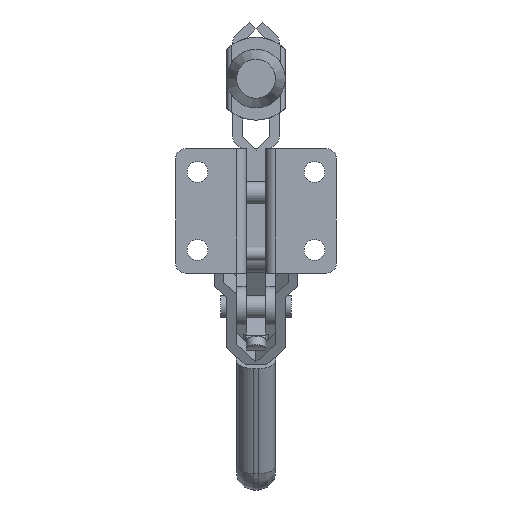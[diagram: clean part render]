
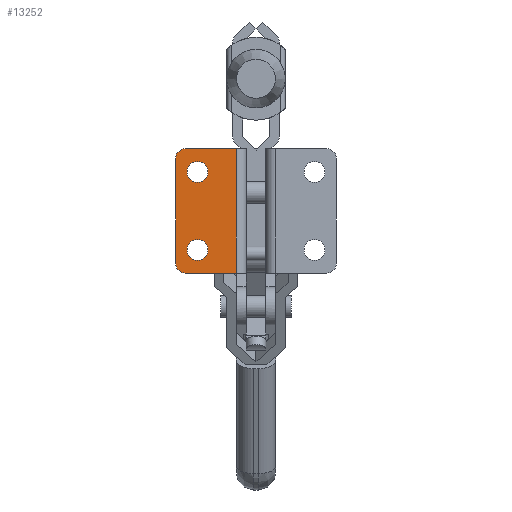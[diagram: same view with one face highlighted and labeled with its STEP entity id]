
A CAD part, front view. The second image highlights one B-rep face of the part: STEP entity #13252.
In plain terms, the highlighted planar face has unit normal (0, -1, 0).
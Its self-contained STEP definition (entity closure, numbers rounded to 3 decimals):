
#13054=CARTESIAN_POINT('',(-9.85,0.,4.75));
#13055=VERTEX_POINT('',#13054);
#13056=CARTESIAN_POINT('',(-12.,0.0,4.75));
#13057=DIRECTION('',(0.0,1.0,0.0));
#13058=DIRECTION('',(-1.0,0.0,0.0));
#13059=AXIS2_PLACEMENT_3D('',#13056,#13057,#13058);
#13060=CIRCLE('',#13059,2.15);
#13061=EDGE_CURVE('',#13055,#13055,#13060,.T.);
#13103=CARTESIAN_POINT('',(-9.85,0.,20.75));
#13104=VERTEX_POINT('',#13103);
#13105=CARTESIAN_POINT('',(-12.,0.0,20.75));
#13106=DIRECTION('',(0.0,1.0,0.0));
#13107=DIRECTION('',(-1.0,0.0,0.0));
#13108=AXIS2_PLACEMENT_3D('',#13105,#13106,#13107);
#13109=CIRCLE('',#13108,2.15);
#13110=EDGE_CURVE('',#13104,#13104,#13109,.T.);
#13142=CARTESIAN_POINT('',(-16.5,0.0,23.5));
#13143=VERTEX_POINT('',#13142);
#13150=CARTESIAN_POINT('',(-14.5,0.,25.5));
#13151=VERTEX_POINT('',#13150);
#13152=CARTESIAN_POINT('',(-14.5,0.,23.5));
#13153=DIRECTION('',(0.0,1.,0.0));
#13154=DIRECTION('',(-0.707,0.0,0.707));
#13155=AXIS2_PLACEMENT_3D('',#13152,#13153,#13154);
#13156=CIRCLE('',#13155,2.);
#13157=EDGE_CURVE('',#13143,#13151,#13156,.T.);
#13174=CARTESIAN_POINT('',(-4.,0.,25.5));
#13175=VERTEX_POINT('',#13174);
#13176=CARTESIAN_POINT('',(-4.,0.,25.5));
#13177=DIRECTION('',(-1.0,0.0,0.0));
#13178=VECTOR('',#13177,10.5);
#13179=LINE('',#13176,#13178);
#13180=EDGE_CURVE('',#13175,#13151,#13179,.T.);
#13206=CARTESIAN_POINT('',(-4.,0.,0.0));
#13207=DIRECTION('',(0.0,-1.0,0.0));
#13208=DIRECTION('',(0.0,0.0,-1.0));
#13209=AXIS2_PLACEMENT_3D('',#13206,#13207,#13208);
#13210=PLANE('',#13209);
#13211=ORIENTED_EDGE('',*,*,#13157,.F.);
#13212=CARTESIAN_POINT('',(-16.5,0.0,2.0));
#13213=VERTEX_POINT('',#13212);
#13214=CARTESIAN_POINT('',(-16.5,0.0,2.0));
#13215=DIRECTION('',(0.0,0.0,1.0));
#13216=VECTOR('',#13215,21.5);
#13217=LINE('',#13214,#13216);
#13218=EDGE_CURVE('',#13213,#13143,#13217,.T.);
#13219=ORIENTED_EDGE('',*,*,#13218,.F.);
#13220=CARTESIAN_POINT('',(-14.5,0.,0.0));
#13221=VERTEX_POINT('',#13220);
#13222=CARTESIAN_POINT('',(-14.5,0.0,2.0));
#13223=DIRECTION('',(0.0,1.,0.0));
#13224=DIRECTION('',(-0.707,0.0,-0.707));
#13225=AXIS2_PLACEMENT_3D('',#13222,#13223,#13224);
#13226=CIRCLE('',#13225,2.0);
#13227=EDGE_CURVE('',#13221,#13213,#13226,.T.);
#13228=ORIENTED_EDGE('',*,*,#13227,.F.);
#13229=CARTESIAN_POINT('',(-4.,0.,0.0));
#13230=VERTEX_POINT('',#13229);
#13231=CARTESIAN_POINT('',(-4.,0.,0.0));
#13232=DIRECTION('',(-1.0,0.0,0.0));
#13233=VECTOR('',#13232,10.5);
#13234=LINE('',#13231,#13233);
#13235=EDGE_CURVE('',#13230,#13221,#13234,.T.);
#13236=ORIENTED_EDGE('',*,*,#13235,.F.);
#13237=CARTESIAN_POINT('',(-4.,0.,0.0));
#13238=DIRECTION('',(0.0,0.0,1.0));
#13239=VECTOR('',#13238,25.5);
#13240=LINE('',#13237,#13239);
#13241=EDGE_CURVE('',#13230,#13175,#13240,.T.);
#13242=ORIENTED_EDGE('',*,*,#13241,.T.);
#13243=ORIENTED_EDGE('',*,*,#13180,.T.);
#13244=EDGE_LOOP('',(#13211,#13219,#13228,#13236,#13242,#13243));
#13245=FACE_OUTER_BOUND('',#13244,.T.);
#13246=ORIENTED_EDGE('',*,*,#13061,.T.);
#13247=EDGE_LOOP('',(#13246));
#13248=FACE_BOUND('',#13247,.T.);
#13249=ORIENTED_EDGE('',*,*,#13110,.T.);
#13250=EDGE_LOOP('',(#13249));
#13251=FACE_BOUND('',#13250,.T.);
#13252=ADVANCED_FACE('',(#13245,#13248,#13251),#13210,.T.);
